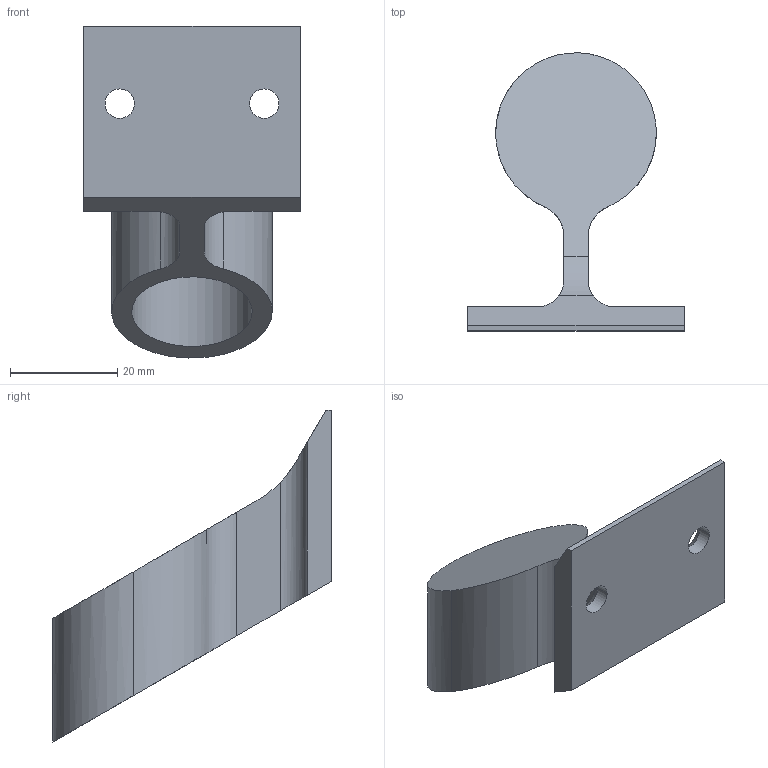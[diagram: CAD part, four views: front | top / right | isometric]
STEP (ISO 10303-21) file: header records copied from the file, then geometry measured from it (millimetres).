
FILE_DESCRIPTION (( 'STEP AP203' ), '1' );
FILE_NAME ('sone3D.STEP', '2014-07-22T12:16:11', ( '' ), ( '' ), 'SwSTEP 2.0', 'SolidWorks 2012', '' );
FILE_SCHEMA (( 'CONFIG_CONTROL_DESIGN' ));
Length unit declared in the file: millimetre
Products named in the file (1): sone3D
Bounding box: 40.5 x 51.99 x 62.01 mm (x, y, z)
Volume: 16660.7 mm3; surface area: 9086.8 mm2
Topology: 1 solids, 1 shells, 30 faces, 77 edges, 50 vertices
Faces by surface type: cylinder 14, plane 12, cone 4
Entity records: 998 total; most frequent: CARTESIAN_POINT 226, ORIENTED_EDGE 154, DIRECTION 133, EDGE_CURVE 77, VERTEX_POINT 50, AXIS2_PLACEMENT_3D 45, LINE 43, VECTOR 43
